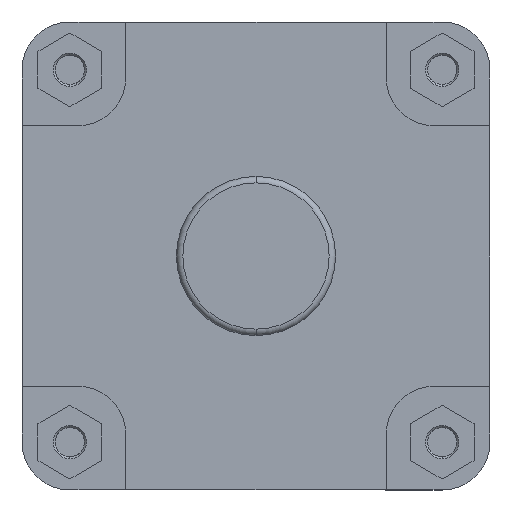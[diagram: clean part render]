
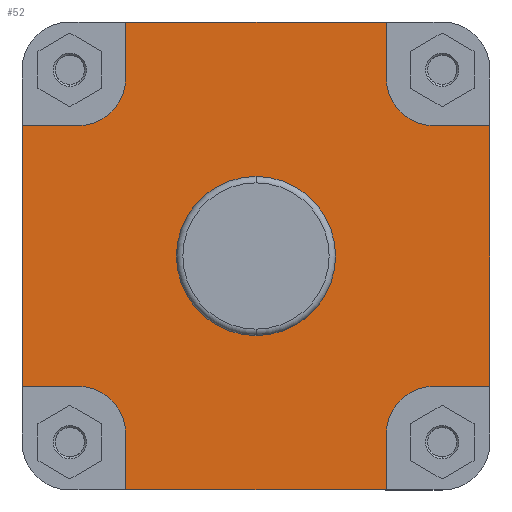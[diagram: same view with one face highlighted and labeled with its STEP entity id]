
A CAD part, left-side view. The second image highlights one B-rep face of the part: STEP entity #52.
In plain terms, the highlighted planar face has unit normal (-1, 0, 0).
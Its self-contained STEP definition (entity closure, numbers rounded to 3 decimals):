
#52 = ADVANCED_FACE ( 'NONE', ( #2122, #2132 ), #4197, .F. ) ;
#239 = ORIENTED_EDGE ( 'NONE', *, *, #2946, .F. ) ;
#242 = ORIENTED_EDGE ( 'NONE', *, *, #2929, .F. ) ;
#319 = ORIENTED_EDGE ( 'NONE', *, *, #2947, .F. ) ;
#339 = ORIENTED_EDGE ( 'NONE', *, *, #2999, .F. ) ;
#389 = ORIENTED_EDGE ( 'NONE', *, *, #2930, .F. ) ;
#398 = ORIENTED_EDGE ( 'NONE', *, *, #2909, .F. ) ;
#403 = ORIENTED_EDGE ( 'NONE', *, *, #2911, .F. ) ;
#404 = ORIENTED_EDGE ( 'NONE', *, *, #2904, .F. ) ;
#475 = ORIENTED_EDGE ( 'NONE', *, *, #2981, .F. ) ;
#485 = ORIENTED_EDGE ( 'NONE', *, *, #2795, .F. ) ;
#486 = ORIENTED_EDGE ( 'NONE', *, *, #2928, .F. ) ;
#492 = ORIENTED_EDGE ( 'NONE', *, *, #2917, .F. ) ;
#494 = ORIENTED_EDGE ( 'NONE', *, *, #2958, .F. ) ;
#541 = ORIENTED_EDGE ( 'NONE', *, *, #2997, .T. ) ;
#556 = ORIENTED_EDGE ( 'NONE', *, *, #2824, .F. ) ;
#559 = ORIENTED_EDGE ( 'NONE', *, *, #2951, .T. ) ;
#565 = ORIENTED_EDGE ( 'NONE', *, *, #2834, .F. ) ;
#789 = ORIENTED_EDGE ( 'NONE', *, *, #2920, .F. ) ;
#1271 = CARTESIAN_POINT ( 'NONE',  ( 65., 0., 37.4 ) ) ;
#1272 = CARTESIAN_POINT ( 'NONE',  ( 65., 0., -37.4 ) ) ;
#1329 = CARTESIAN_POINT ( 'NONE',  ( 65., 61.25, -110. ) ) ;
#1330 = CARTESIAN_POINT ( 'NONE',  ( 65., -61.25, -110. ) ) ;
#1331 = CARTESIAN_POINT ( 'NONE',  ( 65., -61.25, -83.75 ) ) ;
#1332 = CARTESIAN_POINT ( 'NONE',  ( 65., -83.75, -61.25 ) ) ;
#1333 = CARTESIAN_POINT ( 'NONE',  ( 65., -110., -61.25 ) ) ;
#1334 = CARTESIAN_POINT ( 'NONE',  ( 65., -110., 61.25 ) ) ;
#1335 = CARTESIAN_POINT ( 'NONE',  ( 65., -83.75, 61.25 ) ) ;
#1336 = CARTESIAN_POINT ( 'NONE',  ( 65., -61.25, 83.75 ) ) ;
#1337 = CARTESIAN_POINT ( 'NONE',  ( 65., -61.25, 110. ) ) ;
#1338 = CARTESIAN_POINT ( 'NONE',  ( 65., 61.25, 110. ) ) ;
#1339 = CARTESIAN_POINT ( 'NONE',  ( 65., 61.25, 83.75 ) ) ;
#1340 = CARTESIAN_POINT ( 'NONE',  ( 65., 83.75, 61.25 ) ) ;
#1341 = CARTESIAN_POINT ( 'NONE',  ( 65., 110., 61.25 ) ) ;
#1342 = CARTESIAN_POINT ( 'NONE',  ( 65., 110., -61.25 ) ) ;
#1343 = CARTESIAN_POINT ( 'NONE',  ( 65., 83.75, -61.25 ) ) ;
#1344 = CARTESIAN_POINT ( 'NONE',  ( 65., 61.25, -83.75 ) ) ;
#1566 = EDGE_LOOP ( 'NONE', ( #559, #789, #556, #339, #541, #404, #242, #239, #485, #398, #403, #492, #486, #389, #475, #494 ) ) ;
#1774 = EDGE_LOOP ( 'NONE', ( #565, #319 ) ) ;
#2122 = FACE_BOUND ( 'NONE', #1774, .T. ) ;
#2132 = FACE_OUTER_BOUND ( 'NONE', #1566, .T. ) ;
#2795 = EDGE_CURVE ( 'NONE', #3903, #3902, #6333, .T. ) ;
#2824 = EDGE_CURVE ( 'NONE', #3897, #3896, #6382, .T. ) ;
#2834 = EDGE_CURVE ( 'NONE', #3836, #3837, #6399, .T. ) ;
#2904 = EDGE_CURVE ( 'NONE', #3900, #3899, #6503, .T. ) ;
#2909 = EDGE_CURVE ( 'NONE', #3904, #3903, #6511, .T. ) ;
#2911 = EDGE_CURVE ( 'NONE', #3905, #3904, #6517, .T. ) ;
#2917 = EDGE_CURVE ( 'NONE', #3906, #3905, #6526, .T. ) ;
#2920 = EDGE_CURVE ( 'NONE', #3896, #3895, #6513, .T. ) ;
#2928 = EDGE_CURVE ( 'NONE', #3907, #3906, #6541, .T. ) ;
#2929 = EDGE_CURVE ( 'NONE', #3901, #3900, #6549, .T. ) ;
#2930 = EDGE_CURVE ( 'NONE', #3908, #3907, #6545, .T. ) ;
#2946 = EDGE_CURVE ( 'NONE', #3902, #3901, #6569, .T. ) ;
#2947 = EDGE_CURVE ( 'NONE', #3837, #3836, #6575, .T. ) ;
#2951 = EDGE_CURVE ( 'NONE', #3894, #3895, #6565, .T. ) ;
#2958 = EDGE_CURVE ( 'NONE', #3894, #3909, #6594, .T. ) ;
#2981 = EDGE_CURVE ( 'NONE', #3909, #3908, #6630, .T. ) ;
#2997 = EDGE_CURVE ( 'NONE', #3898, #3899, #6652, .T. ) ;
#2999 = EDGE_CURVE ( 'NONE', #3898, #3897, #6650, .T. ) ;
#3185 = AXIS2_PLACEMENT_3D ( 'NONE', #4196, #4198, #4199 ) ;
#3461 = AXIS2_PLACEMENT_3D ( 'NONE', #5434, #5436, #5437 ) ;
#3463 = AXIS2_PLACEMENT_3D ( 'NONE', #5452, #5459, #5460 ) ;
#3496 = AXIS2_PLACEMENT_3D ( 'NONE', #5643, #5649, #5650 ) ;
#3505 = AXIS2_PLACEMENT_3D ( 'NONE', #5680, #5689, #5690 ) ;
#3510 = AXIS2_PLACEMENT_3D ( 'NONE', #5732, #5734, #5735 ) ;
#3518 = AXIS2_PLACEMENT_3D ( 'NONE', #5815, #5816, #5817 ) ;
#3836 = VERTEX_POINT ( 'NONE', #1271 ) ;
#3837 = VERTEX_POINT ( 'NONE', #1272 ) ;
#3894 = VERTEX_POINT ( 'NONE', #1329 ) ;
#3895 = VERTEX_POINT ( 'NONE', #1330 ) ;
#3896 = VERTEX_POINT ( 'NONE', #1331 ) ;
#3897 = VERTEX_POINT ( 'NONE', #1332 ) ;
#3898 = VERTEX_POINT ( 'NONE', #1333 ) ;
#3899 = VERTEX_POINT ( 'NONE', #1334 ) ;
#3900 = VERTEX_POINT ( 'NONE', #1335 ) ;
#3901 = VERTEX_POINT ( 'NONE', #1336 ) ;
#3902 = VERTEX_POINT ( 'NONE', #1337 ) ;
#3903 = VERTEX_POINT ( 'NONE', #1338 ) ;
#3904 = VERTEX_POINT ( 'NONE', #1339 ) ;
#3905 = VERTEX_POINT ( 'NONE', #1340 ) ;
#3906 = VERTEX_POINT ( 'NONE', #1341 ) ;
#3907 = VERTEX_POINT ( 'NONE', #1342 ) ;
#3908 = VERTEX_POINT ( 'NONE', #1343 ) ;
#3909 = VERTEX_POINT ( 'NONE', #1344 ) ;
#4196 = CARTESIAN_POINT ( 'NONE',  ( 65., 37.4, 0. ) ) ;
#4197 = PLANE ( 'NONE',  #3185 ) ;
#4198 = DIRECTION ( 'NONE',  ( 1., 0., 0. ) ) ;
#4199 = DIRECTION ( 'NONE',  ( 0., 0., -1. ) ) ;
#5367 = CARTESIAN_POINT ( 'NONE',  ( 65., -242.141, 110. ) ) ;
#5368 = DIRECTION ( 'NONE',  ( 0., -1., 0. ) ) ;
#5434 = CARTESIAN_POINT ( 'NONE',  ( 65., -83.75, -83.75 ) ) ;
#5436 = DIRECTION ( 'NONE',  ( -1., 0., 0. ) ) ;
#5437 = DIRECTION ( 'NONE',  ( 0., 0., -1. ) ) ;
#5452 = CARTESIAN_POINT ( 'NONE',  ( 65., 0., 0. ) ) ;
#5459 = DIRECTION ( 'NONE',  ( -1., 0., 0. ) ) ;
#5460 = DIRECTION ( 'NONE',  ( 0., 0., 1. ) ) ;
#5630 = CARTESIAN_POINT ( 'NONE',  ( 65., -83.75, 61.25 ) ) ;
#5631 = DIRECTION ( 'NONE',  ( 0., -1., 0. ) ) ;
#5636 = CARTESIAN_POINT ( 'NONE',  ( 65., 61.25, 83.75 ) ) ;
#5643 = CARTESIAN_POINT ( 'NONE',  ( 65., 83.75, 83.75 ) ) ;
#5644 = DIRECTION ( 'NONE',  ( 0., 0., 1. ) ) ;
#5649 = DIRECTION ( 'NONE',  ( -1., 0., 0. ) ) ;
#5650 = DIRECTION ( 'NONE',  ( 0., 0., -1. ) ) ;
#5660 = CARTESIAN_POINT ( 'NONE',  ( 65., -61.25, -83.75 ) ) ;
#5662 = CARTESIAN_POINT ( 'NONE',  ( 65., 110., 61.25 ) ) ;
#5663 = DIRECTION ( 'NONE',  ( 0., -1., 0. ) ) ;
#5670 = DIRECTION ( 'NONE',  ( 0., 0., -1. ) ) ;
#5680 = CARTESIAN_POINT ( 'NONE',  ( 65., -83.75, 83.75 ) ) ;
#5687 = CARTESIAN_POINT ( 'NONE',  ( 65., 110., 0. ) ) ;
#5688 = DIRECTION ( 'NONE',  ( 0., 0., 1. ) ) ;
#5689 = DIRECTION ( 'NONE',  ( -1., 0., 0. ) ) ;
#5690 = DIRECTION ( 'NONE',  ( 0., 0., -1. ) ) ;
#5692 = CARTESIAN_POINT ( 'NONE',  ( 65., 83.75, -61.25 ) ) ;
#5693 = DIRECTION ( 'NONE',  ( 0., 1., 0. ) ) ;
#5730 = CARTESIAN_POINT ( 'NONE',  ( 65., -61.25, 110. ) ) ;
#5731 = DIRECTION ( 'NONE',  ( 0., 0., -1. ) ) ;
#5732 = CARTESIAN_POINT ( 'NONE',  ( 65., 0., 0. ) ) ;
#5734 = DIRECTION ( 'NONE',  ( -1., 0., 0. ) ) ;
#5735 = DIRECTION ( 'NONE',  ( 0., 0., 1. ) ) ;
#5744 = CARTESIAN_POINT ( 'NONE',  ( 65., -242.141, -110. ) ) ;
#5745 = DIRECTION ( 'NONE',  ( 0., -1., 0. ) ) ;
#5758 = CARTESIAN_POINT ( 'NONE',  ( 65., 61.25, -110. ) ) ;
#5759 = DIRECTION ( 'NONE',  ( 0., 0., 1. ) ) ;
#5815 = CARTESIAN_POINT ( 'NONE',  ( 65., 83.75, -83.75 ) ) ;
#5816 = DIRECTION ( 'NONE',  ( -1., 0., 0. ) ) ;
#5817 = DIRECTION ( 'NONE',  ( 0., 0., -1. ) ) ;
#5850 = CARTESIAN_POINT ( 'NONE',  ( 65., -110., 0. ) ) ;
#5857 = DIRECTION ( 'NONE',  ( 0., 0., 1. ) ) ;
#5861 = CARTESIAN_POINT ( 'NONE',  ( 65., -110., -61.25 ) ) ;
#5862 = DIRECTION ( 'NONE',  ( 0., 1., 0. ) ) ;
#6333 = LINE ( 'NONE', #5367, #6334 ) ;
#6334 = VECTOR ( 'NONE', #5368, 1000. ) ;
#6382 = CIRCLE ( 'NONE', #3461, 22.5 ) ;
#6399 = CIRCLE ( 'NONE', #3463, 37.4 ) ;
#6501 = VECTOR ( 'NONE', #5631, 1000. ) ;
#6503 = LINE ( 'NONE', #5630, #6501 ) ;
#6504 = VECTOR ( 'NONE', #5644, 1000. ) ;
#6511 = LINE ( 'NONE', #5636, #6504 ) ;
#6513 = LINE ( 'NONE', #5660, #6532 ) ;
#6517 = CIRCLE ( 'NONE', #3496, 22.5 ) ;
#6526 = LINE ( 'NONE', #5662, #6527 ) ;
#6527 = VECTOR ( 'NONE', #5663, 1000. ) ;
#6532 = VECTOR ( 'NONE', #5670, 1000. ) ;
#6537 = VECTOR ( 'NONE', #5688, 1000. ) ;
#6541 = LINE ( 'NONE', #5687, #6537 ) ;
#6545 = LINE ( 'NONE', #5692, #6546 ) ;
#6546 = VECTOR ( 'NONE', #5693, 1000. ) ;
#6549 = CIRCLE ( 'NONE', #3505, 22.5 ) ;
#6565 = LINE ( 'NONE', #5744, #6578 ) ;
#6569 = LINE ( 'NONE', #5730, #6571 ) ;
#6571 = VECTOR ( 'NONE', #5731, 1000. ) ;
#6575 = CIRCLE ( 'NONE', #3510, 37.4 ) ;
#6578 = VECTOR ( 'NONE', #5745, 1000. ) ;
#6594 = LINE ( 'NONE', #5758, #6595 ) ;
#6595 = VECTOR ( 'NONE', #5759, 1000. ) ;
#6630 = CIRCLE ( 'NONE', #3518, 22.5 ) ;
#6645 = VECTOR ( 'NONE', #5857, 1000. ) ;
#6650 = LINE ( 'NONE', #5861, #6651 ) ;
#6651 = VECTOR ( 'NONE', #5862, 1000. ) ;
#6652 = LINE ( 'NONE', #5850, #6645 ) ;
